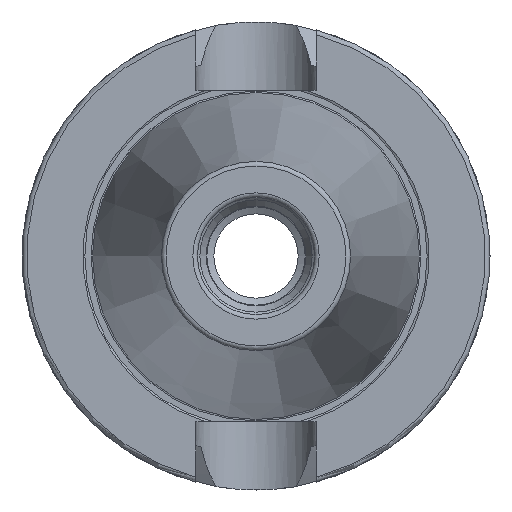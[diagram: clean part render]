
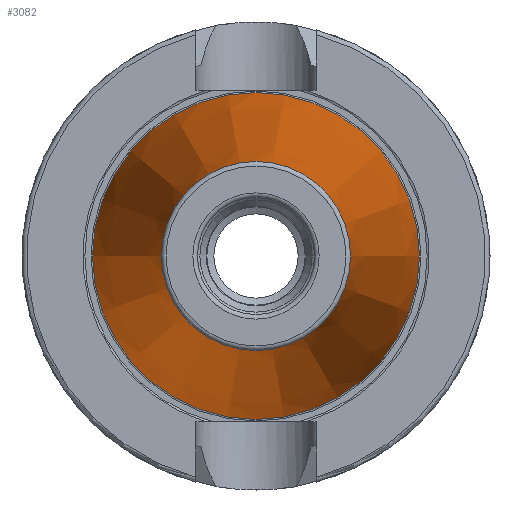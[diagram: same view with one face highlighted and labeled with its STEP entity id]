
A CAD part, left-side view. The second image highlights one B-rep face of the part: STEP entity #3082.
In plain terms, the highlighted conical face has half-angle 8.297 degrees and reference radius 27.564 mm.
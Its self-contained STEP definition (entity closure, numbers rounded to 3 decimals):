
#3048=CARTESIAN_POINT('',(-100.944,20.204,0.0));
#3049=VERTEX_POINT('',#3048);
#3050=CARTESIAN_POINT('',(-100.944,0.0,0.0));
#3051=DIRECTION('',(1.0,0.0,0.0));
#3052=DIRECTION('',(0.0,1.0,0.0));
#3053=AXIS2_PLACEMENT_3D('',#3050,#3051,#3052);
#3054=CIRCLE('',#3053,20.204);
#3055=EDGE_CURVE('',#3049,#3049,#3054,.T.);
#3063=CARTESIAN_POINT('',(-50.472,0.0,0.0));
#3064=DIRECTION('',(1.0,0.0,0.0));
#3065=DIRECTION('',(0.0,1.0,0.0));
#3066=AXIS2_PLACEMENT_3D('',#3063,#3064,#3065);
#3067=CONICAL_SURFACE('',#3066,27.564,8.297);
#3068=CARTESIAN_POINT('',(0.0,34.925,0.0));
#3069=VERTEX_POINT('',#3068);
#3070=CARTESIAN_POINT('',(0.0,0.0,0.0));
#3071=DIRECTION('',(1.0,0.0,0.0));
#3072=DIRECTION('',(0.0,1.0,0.0));
#3073=AXIS2_PLACEMENT_3D('',#3070,#3071,#3072);
#3074=CIRCLE('',#3073,34.925);
#3075=EDGE_CURVE('',#3069,#3069,#3074,.T.);
#3076=ORIENTED_EDGE('',*,*,#3075,.F.);
#3077=EDGE_LOOP('',(#3076));
#3078=FACE_OUTER_BOUND('',#3077,.T.);
#3079=ORIENTED_EDGE('',*,*,#3055,.T.);
#3080=EDGE_LOOP('',(#3079));
#3081=FACE_BOUND('',#3080,.T.);
#3082=ADVANCED_FACE('',(#3078,#3081),#3067,.T.);
